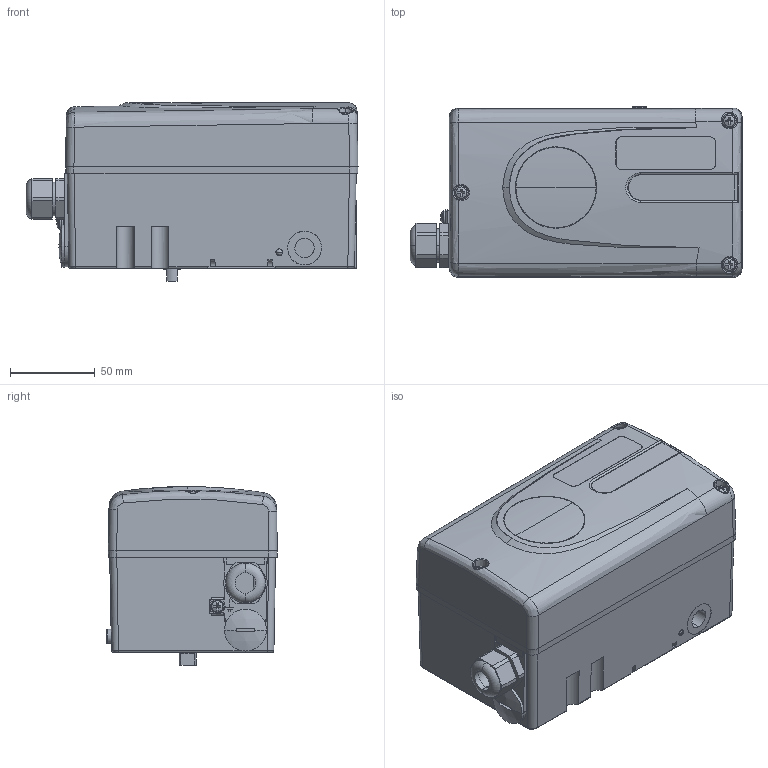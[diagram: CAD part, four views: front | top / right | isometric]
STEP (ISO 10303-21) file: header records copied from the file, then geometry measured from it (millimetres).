
FILE_DESCRIPTION (( 'STEP AP214' ), '1' );
FILE_NAME ('D20_std_170124_09 spindle.STEP', '2017-01-24T08:21:52', ( '' ), ( '' ), 'SwSTEP 2.0', 'SolidWorks 2015', '' );
FILE_SCHEMA (( 'AUTOMOTIVE_DESIGN' ));
Length unit declared in the file: millimetre
Products named in the file (1): D20_std_170124_09 spindle
Bounding box: 196.35 x 100.93 x 105.67 mm (x, y, z)
Volume: 368014.5 mm3; surface area: 230862.8 mm2
Topology: 23 solids, 23 shells, 1666 faces, 4345 edges, 2782 vertices
Faces by surface type: plane 730, cone 438, cylinder 369, bspline 69, torus 56, sphere 4
Entity records: 68938 total; most frequent: CARTESIAN_POINT 29164, ORIENTED_EDGE 8564, DIRECTION 7305, EDGE_CURVE 4282, VERTEX_POINT 2779, AXIS2_PLACEMENT_3D 2596, VECTOR 2113, LINE 2113
